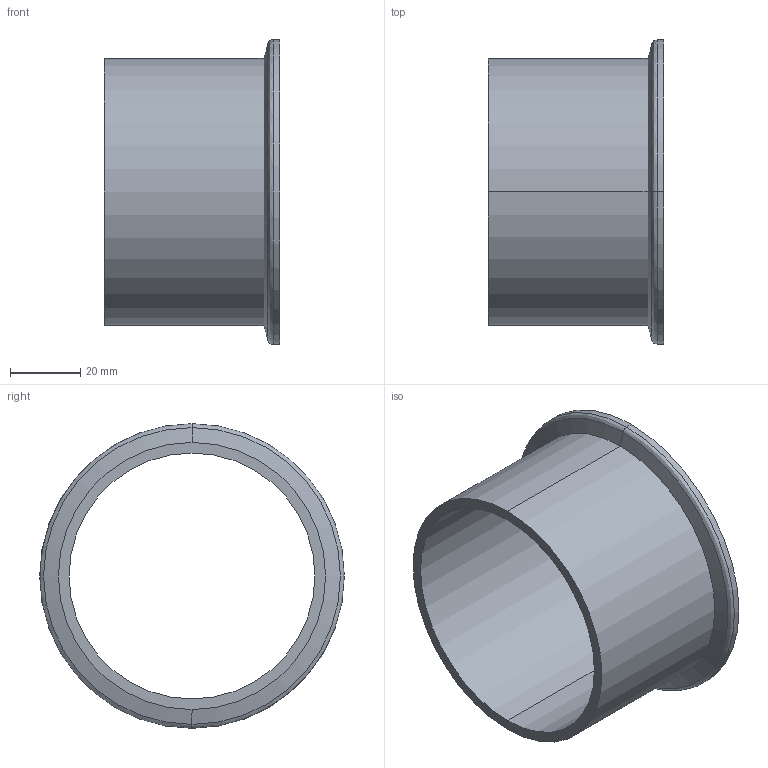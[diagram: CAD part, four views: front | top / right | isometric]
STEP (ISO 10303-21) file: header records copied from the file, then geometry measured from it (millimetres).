
FILE_DESCRIPTION( (''), '2;1');
FILE_NAME ('CAD714.5564.VP3063-50_22896.stp','2016-04-01T16:12:20',(''),(''),'spGate 11.3.9','spGate','');
FILE_SCHEMA (('AUTOMOTIVE_DESIGN'));
Length unit declared in the file: millimetre
Bounding box: 50 x 87 x 87 mm (x, y, z)
Volume: 40110.7 mm3; surface area: 26875.2 mm2
Topology: 1 solids, 1 shells, 12 faces, 24 edges, 14 vertices
Faces by surface type: cylinder 6, bspline 4, plane 2
Entity records: 583 total; most frequent: CARTESIAN_POINT 128, ORIENTED_EDGE 48, DIRECTION 44, COLOUR_RGB 37, PRESENTATION_STYLE_ASSIGNMENT 37, STYLED_ITEM 37, EDGE_CURVE 24, DRAUGHTING_PRE_DEFINED_CURVE_FONT 24
